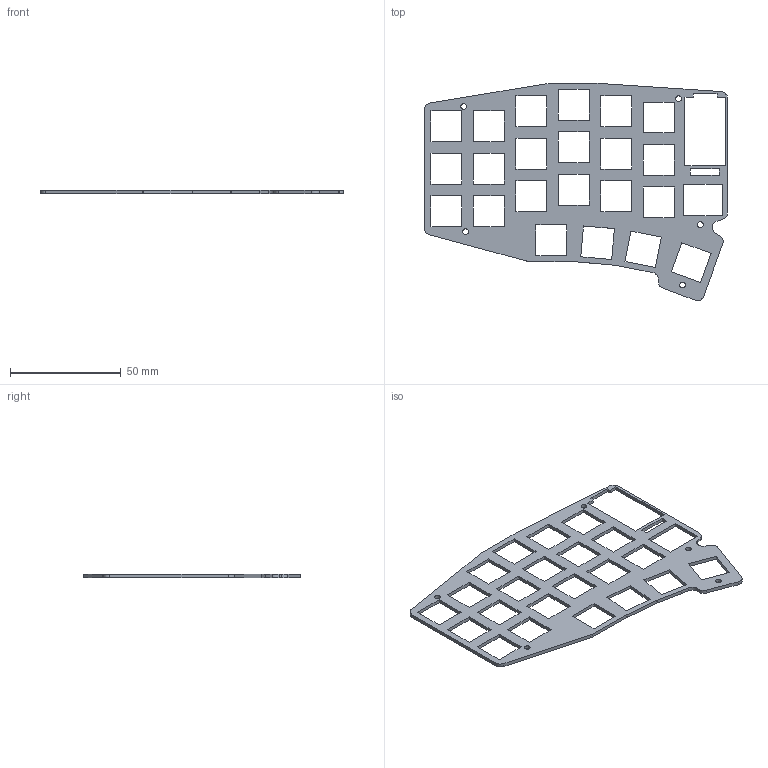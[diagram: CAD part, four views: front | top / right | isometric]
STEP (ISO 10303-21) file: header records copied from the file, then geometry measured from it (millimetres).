
FILE_DESCRIPTION(('FreeCAD Model'),'2;1');
FILE_NAME('Open CASCADE Shape Model','2024-02-25T21:47:27',('Author'),( ''),'Open CASCADE STEP processor 7.6','FreeCAD','Unknown');
FILE_SCHEMA(('AUTOMOTIVE_DESIGN { 1 0 10303 214 1 1 1 1 }'));
Length unit declared in the file: millimetre
Products named in the file (1): Pcb_60e7
Bounding box: 136.9 x 98.22 x 1.6 mm (x, y, z)
Volume: 8801 mm3; surface area: 14038.6 mm2
Topology: 1 solids, 1 shells, 142 faces, 420 edges, 280 vertices
Faces by surface type: plane 122, cylinder 20
Full cylindrical faces by diameter (mm): 2.6 x5
Entity records: 4826 total; most frequent: CARTESIAN_POINT 843, ORIENTED_EDGE 840, DIRECTION 746, EDGE_CURVE 420, LINE 380, VECTOR 380, VERTEX_POINT 280, FACE_BOUND 202
